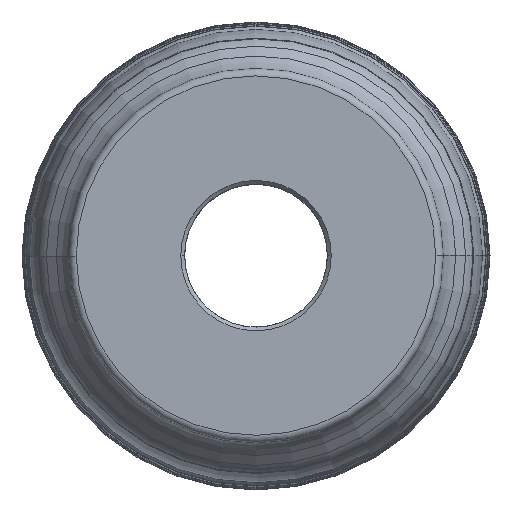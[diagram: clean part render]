
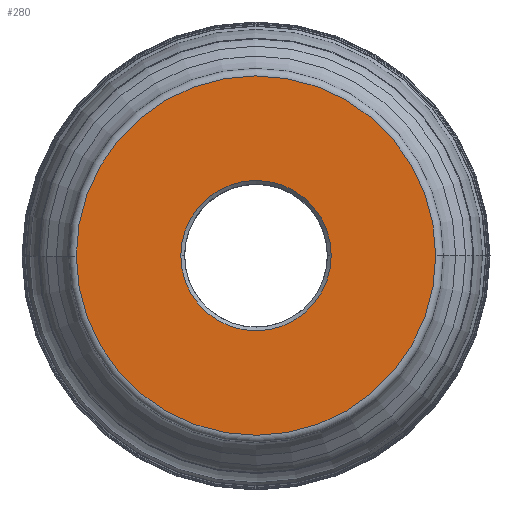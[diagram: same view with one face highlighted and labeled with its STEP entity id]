
A CAD part, top view. The second image highlights one B-rep face of the part: STEP entity #280.
In plain terms, the highlighted planar face has unit normal (0, 0, 1).
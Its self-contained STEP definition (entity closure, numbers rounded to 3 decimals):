
#60=PLANE('',#2905);
#68=FACE_BOUND('',#664,.T.);
#69=FACE_BOUND('',#665,.T.);
#280=ADVANCED_FACE('',(#68,#69),#60,.F.);
#664=EDGE_LOOP('',(#1160,#1161));
#665=EDGE_LOOP('',(#1162,#1163));
#1160=ORIENTED_EDGE('',*,*,#1824,.F.);
#1161=ORIENTED_EDGE('',*,*,#1823,.F.);
#1162=ORIENTED_EDGE('',*,*,#1825,.F.);
#1163=ORIENTED_EDGE('',*,*,#1826,.F.);
#1532=VERTEX_POINT('',#5262);
#1533=VERTEX_POINT('',#5264);
#1534=VERTEX_POINT('',#5269);
#1535=VERTEX_POINT('',#5270);
#1823=EDGE_CURVE('',#1533,#1532,#2212,.T.);
#1824=EDGE_CURVE('',#1532,#1533,#2213,.T.);
#1825=EDGE_CURVE('',#1534,#1535,#2214,.T.);
#1826=EDGE_CURVE('',#1535,#1534,#2215,.T.);
#2212=CIRCLE('',#2900,48.);
#2213=CIRCLE('',#2902,48.);
#2214=CIRCLE('',#2903,20.085);
#2215=CIRCLE('',#2904,20.085);
#2900=AXIS2_PLACEMENT_3D('',#5265,#3641,#3642);
#2902=AXIS2_PLACEMENT_3D('',#5267,#3645,#3646);
#2903=AXIS2_PLACEMENT_3D('',#5268,#3647,#3648);
#2904=AXIS2_PLACEMENT_3D('',#5271,#3649,#3650);
#2905=AXIS2_PLACEMENT_3D('',#5272,#3651,#3652);
#3641=DIRECTION('',(0.,0.,-1.));
#3642=DIRECTION('',(-1.,-0.002,0.));
#3645=DIRECTION('',(0.,0.,-1.));
#3646=DIRECTION('',(1.,0.002,0.));
#3647=DIRECTION('',(0.,0.,1.));
#3648=DIRECTION('',(1.,0.002,0.));
#3649=DIRECTION('',(0.,0.,1.));
#3650=DIRECTION('',(-1.,-0.002,0.));
#3651=DIRECTION('',(0.,0.,-1.));
#3652=DIRECTION('',(1.,0.002,0.));
#5262=CARTESIAN_POINT('',(48.,0.117,0.));
#5264=CARTESIAN_POINT('',(-48.,-0.117,0.));
#5265=CARTESIAN_POINT('',(0.,0.,0.));
#5267=CARTESIAN_POINT('',(0.,0.,0.));
#5268=CARTESIAN_POINT('',(0.,0.,0.));
#5269=CARTESIAN_POINT('',(20.085,0.049,0.));
#5270=CARTESIAN_POINT('',(-20.085,-0.049,0.));
#5271=CARTESIAN_POINT('',(0.,0.,0.));
#5272=CARTESIAN_POINT('',(0.,0.,0.));
